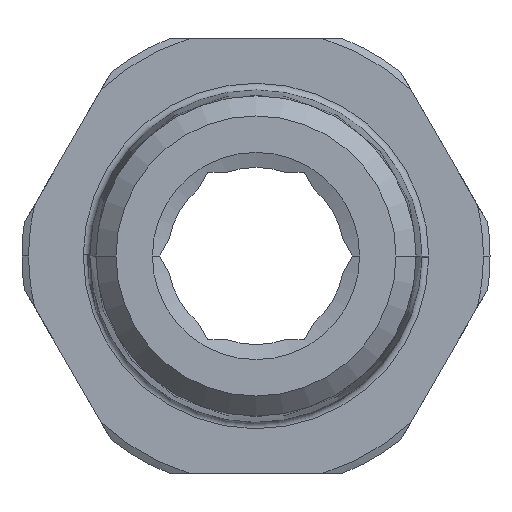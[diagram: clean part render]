
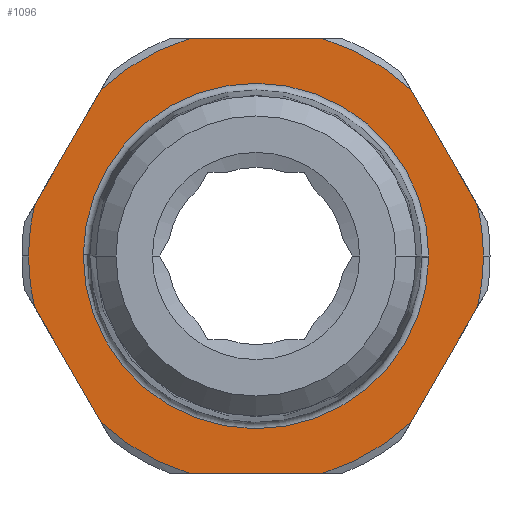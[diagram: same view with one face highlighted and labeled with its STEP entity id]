
A CAD part, front view. The second image highlights one B-rep face of the part: STEP entity #1096.
In plain terms, the highlighted planar face has unit normal (0, -1, 0).
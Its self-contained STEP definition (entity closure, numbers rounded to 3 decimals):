
#1096=ADVANCED_FACE('',(#2758,#2759),#2760,.T.);
#2758=FACE_OUTER_BOUND('',#5309,.T.);
#2759=FACE_BOUND('',#5310,.T.);
#2760=PLANE('',#5311);
#5309=EDGE_LOOP('',(#9749,#9750,#9751,#9752,#9753,#9754,#9755,#9756,#9757,#9758,#9759,#9760,#9761,#9762));
#5310=EDGE_LOOP('',(#9763,#9764,#9765));
#5311=AXIS2_PLACEMENT_3D('',#9766,#9767,#9768);
#9749=ORIENTED_EDGE('',*,*,#15502,.T.);
#9750=ORIENTED_EDGE('',*,*,#15966,.T.);
#9751=ORIENTED_EDGE('',*,*,#15967,.T.);
#9752=ORIENTED_EDGE('',*,*,#15968,.T.);
#9753=ORIENTED_EDGE('',*,*,#15857,.T.);
#9754=ORIENTED_EDGE('',*,*,#15321,.T.);
#9755=ORIENTED_EDGE('',*,*,#15969,.T.);
#9756=ORIENTED_EDGE('',*,*,#15869,.T.);
#9757=ORIENTED_EDGE('',*,*,#15940,.T.);
#9758=ORIENTED_EDGE('',*,*,#15970,.T.);
#9759=ORIENTED_EDGE('',*,*,#15971,.T.);
#9760=ORIENTED_EDGE('',*,*,#15972,.T.);
#9761=ORIENTED_EDGE('',*,*,#15973,.T.);
#9762=ORIENTED_EDGE('',*,*,#15974,.T.);
#9763=ORIENTED_EDGE('',*,*,#15334,.F.);
#9764=ORIENTED_EDGE('',*,*,#15333,.F.);
#9765=ORIENTED_EDGE('',*,*,#15975,.F.);
#9766=CARTESIAN_POINT('',(0.0,-5.85,0.0));
#9767=DIRECTION('',(0.0,-1.0,0.0));
#9768=DIRECTION('',(0.0,0.0,-1.0));
#15321=EDGE_CURVE('',#18084,#18089,#18091,.T.);
#15333=EDGE_CURVE('',#18108,#18111,#18112,.T.);
#15334=EDGE_CURVE('',#18111,#18113,#18114,.T.);
#15502=EDGE_CURVE('',#18417,#18415,#18418,.T.);
#15857=EDGE_CURVE('',#19010,#18084,#19011,.T.);
#15869=EDGE_CURVE('',#19030,#19028,#19031,.T.);
#15940=EDGE_CURVE('',#19028,#19145,#19147,.T.);
#15966=EDGE_CURVE('',#18415,#19186,#19187,.T.);
#15967=EDGE_CURVE('',#19186,#19188,#19189,.T.);
#15968=EDGE_CURVE('',#19188,#19010,#19190,.T.);
#15969=EDGE_CURVE('',#18089,#19030,#19191,.T.);
#15970=EDGE_CURVE('',#19145,#19192,#19193,.T.);
#15971=EDGE_CURVE('',#19192,#19194,#19195,.T.);
#15972=EDGE_CURVE('',#19194,#19196,#19197,.T.);
#15973=EDGE_CURVE('',#19196,#19198,#19199,.T.);
#15974=EDGE_CURVE('',#19198,#18417,#19200,.T.);
#15975=EDGE_CURVE('',#18113,#18108,#19201,.T.);
#18084=VERTEX_POINT('',#22122);
#18089=VERTEX_POINT('',#22131);
#18091=CIRCLE('',#22137,6.8);
#18108=VERTEX_POINT('',#22161);
#18111=VERTEX_POINT('',#22164);
#18112=CIRCLE('',#22165,5.167);
#18113=VERTEX_POINT('',#22166);
#18114=CIRCLE('',#22167,5.167);
#18415=VERTEX_POINT('',#22614);
#18417=VERTEX_POINT('',#22617);
#18418=CIRCLE('',#22618,6.8);
#19010=VERTEX_POINT('',#23688);
#19011=LINE('',#23689,#23690);
#19028=VERTEX_POINT('',#23727);
#19030=VERTEX_POINT('',#23730);
#19031=CIRCLE('',#23731,6.8);
#19145=VERTEX_POINT('',#23922);
#19147=CIRCLE('',#23928,6.8);
#19186=VERTEX_POINT('',#23987);
#19187=CIRCLE('',#23988,6.8);
#19188=VERTEX_POINT('',#23989);
#19189=LINE('',#23990,#23991);
#19190=CIRCLE('',#23992,6.8);
#19191=LINE('',#23993,#23994);
#19192=VERTEX_POINT('',#23995);
#19193=LINE('',#23996,#23997);
#19194=VERTEX_POINT('',#23998);
#19195=CIRCLE('',#23999,6.8);
#19196=VERTEX_POINT('',#24000);
#19197=LINE('',#24001,#24002);
#19198=VERTEX_POINT('',#24003);
#19199=CIRCLE('',#24004,6.8);
#19200=LINE('',#24005,#24006);
#19201=CIRCLE('',#24007,5.167);
#22122=CARTESIAN_POINT('',(-1.997,-5.85,6.5));
#22131=CARTESIAN_POINT('',(-4.63,-5.85,4.98));
#22137=AXIS2_PLACEMENT_3D('',#29068,#29069,#29070);
#22161=CARTESIAN_POINT('',(5.166,-5.85,-0.05));
#22164=CARTESIAN_POINT('',(5.167,-5.85,0.0));
#22165=AXIS2_PLACEMENT_3D('',#29081,#29082,#29083);
#22166=CARTESIAN_POINT('',(-5.166,-5.85,0.05));
#22167=AXIS2_PLACEMENT_3D('',#29084,#29085,#29086);
#22614=CARTESIAN_POINT('',(6.8,-5.85,0.));
#22617=CARTESIAN_POINT('',(6.628,-5.85,-1.52));
#22618=AXIS2_PLACEMENT_3D('',#29281,#29282,#29283);
#23688=CARTESIAN_POINT('',(1.997,-5.85,6.5));
#23689=CARTESIAN_POINT('',(1.997,-5.85,6.5));
#23690=VECTOR('',#29681,3.995);
#23727=CARTESIAN_POINT('',(-6.8,-5.85,0.));
#23730=CARTESIAN_POINT('',(-6.628,-5.85,1.52));
#23731=AXIS2_PLACEMENT_3D('',#29692,#29693,#29694);
#23922=CARTESIAN_POINT('',(-6.628,-5.85,-1.52));
#23928=AXIS2_PLACEMENT_3D('',#29764,#29765,#29766);
#23987=CARTESIAN_POINT('',(6.628,-5.85,1.52));
#23988=AXIS2_PLACEMENT_3D('',#29786,#29787,#29788);
#23989=CARTESIAN_POINT('',(4.63,-5.85,4.98));
#23990=CARTESIAN_POINT('',(6.628,-5.85,1.52));
#23991=VECTOR('',#29789,3.995);
#23992=AXIS2_PLACEMENT_3D('',#29790,#29791,#29792);
#23993=CARTESIAN_POINT('',(-4.63,-5.85,4.98));
#23994=VECTOR('',#29793,3.995);
#23995=CARTESIAN_POINT('',(-4.63,-5.85,-4.98));
#23996=CARTESIAN_POINT('',(-6.628,-5.85,-1.52));
#23997=VECTOR('',#29794,3.995);
#23998=CARTESIAN_POINT('',(-1.997,-5.85,-6.5));
#23999=AXIS2_PLACEMENT_3D('',#29795,#29796,#29797);
#24000=CARTESIAN_POINT('',(1.997,-5.85,-6.5));
#24001=CARTESIAN_POINT('',(-1.997,-5.85,-6.5));
#24002=VECTOR('',#29798,3.995);
#24003=CARTESIAN_POINT('',(4.63,-5.85,-4.98));
#24004=AXIS2_PLACEMENT_3D('',#29799,#29800,#29801);
#24005=CARTESIAN_POINT('',(4.63,-5.85,-4.98));
#24006=VECTOR('',#29802,3.995);
#24007=AXIS2_PLACEMENT_3D('',#29803,#29804,#29805);
#29068=CARTESIAN_POINT('',(0.0,-5.85,0.0));
#29069=DIRECTION('',(0.0,-1.0,0.0));
#29070=DIRECTION('',(-0.294,0.0,0.956));
#29081=CARTESIAN_POINT('',(0.0,-5.85,0.0));
#29082=DIRECTION('',(0.0,-1.0,0.0));
#29083=DIRECTION('',(1.0,0.0,0.0));
#29084=CARTESIAN_POINT('',(0.0,-5.85,0.0));
#29085=DIRECTION('',(0.0,-1.0,0.0));
#29086=DIRECTION('',(1.0,0.0,0.0));
#29281=CARTESIAN_POINT('',(0.0,-5.85,0.0));
#29282=DIRECTION('',(0.0,-1.0,0.0));
#29283=DIRECTION('',(0.975,0.0,-0.224));
#29681=DIRECTION('',(-1.0,0.0,0.0));
#29692=CARTESIAN_POINT('',(0.0,-5.85,0.0));
#29693=DIRECTION('',(0.0,-1.0,0.0));
#29694=DIRECTION('',(-0.975,0.0,0.224));
#29764=CARTESIAN_POINT('',(0.0,-5.85,0.0));
#29765=DIRECTION('',(0.0,-1.0,0.0));
#29766=DIRECTION('',(-0.975,0.0,0.224));
#29786=CARTESIAN_POINT('',(0.0,-5.85,0.0));
#29787=DIRECTION('',(0.0,-1.0,0.0));
#29788=DIRECTION('',(0.975,0.0,-0.224));
#29789=DIRECTION('',(-0.5,0.0,0.866));
#29790=CARTESIAN_POINT('',(0.0,-5.85,0.0));
#29791=DIRECTION('',(0.0,-1.0,0.0));
#29792=DIRECTION('',(0.681,0.0,0.732));
#29793=DIRECTION('',(-0.5,0.0,-0.866));
#29794=DIRECTION('',(0.5,0.0,-0.866));
#29795=CARTESIAN_POINT('',(0.0,-5.85,0.0));
#29796=DIRECTION('',(0.0,-1.0,-0.0));
#29797=DIRECTION('',(-0.681,0.0,-0.732));
#29798=DIRECTION('',(1.0,0.0,0.0));
#29799=CARTESIAN_POINT('',(0.0,-5.85,0.0));
#29800=DIRECTION('',(0.0,-1.0,0.0));
#29801=DIRECTION('',(0.294,0.0,-0.956));
#29802=DIRECTION('',(0.5,0.0,0.866));
#29803=CARTESIAN_POINT('',(0.0,-5.85,0.0));
#29804=DIRECTION('',(0.0,-1.0,0.0));
#29805=DIRECTION('',(1.0,0.0,0.0));
